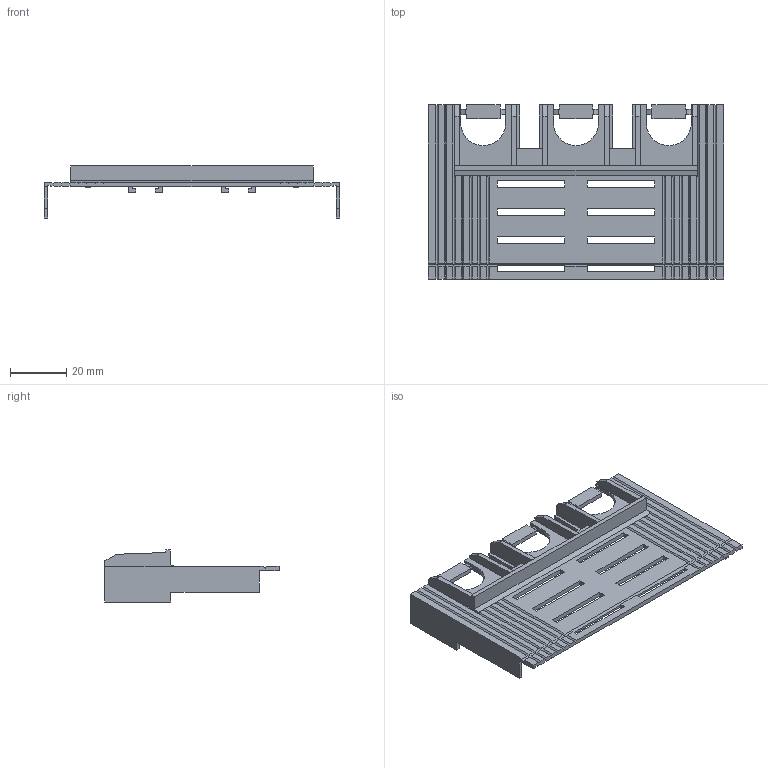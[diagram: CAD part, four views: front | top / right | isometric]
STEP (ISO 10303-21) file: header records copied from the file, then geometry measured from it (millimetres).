
FILE_DESCRIPTION((''),'2;1');
FILE_NAME('001690988_UGS_KVL-00_3P_R95T_34_ASM','2023-11-23T09:39:29',('klemen.sitar'),('Audax d.o.o.'),'CREO PARAMETRIC BY PTC INC, 2021304','CREO PARAMETRIC BY PTC INC, 2021304','');
FILE_SCHEMA(('AP242_MANAGED_MODEL_BASED_3D_ENGINEERING_MIM_LF { 1 0 10303 442 1 1 4 }'));
Length unit declared in the file: millimetre
Products named in the file (2): UGS-KETO-00-3_R95_39-34_1; 001690988_UGS_KVL-00_3P_R95T_34_ASM
Assembly tree (1 placements, depth 2):
  001690988_UGS_KVL-00_3P_R95T_34_ASM
    UGS-KETO-00-3_R95_39-34_1
Bounding box: 105 x 62 x 18.5 mm (x, y, z)
Volume: 11247.8 mm3; surface area: 17375 mm2
Topology: 1 solids, 1 shells, 285 faces, 934 edges, 646 vertices
Faces by surface type: plane 282, cylinder 3
Entity records: 13302 total; most frequent: CARTESIAN_POINT 1873, ORIENTED_EDGE 1868, DIRECTION 1523, PRESENTATION_STYLE_ASSIGNMENT 937, STYLED_ITEM 937, CURVE_STYLE 936, EDGE_CURVE 934, VECTOR 923
